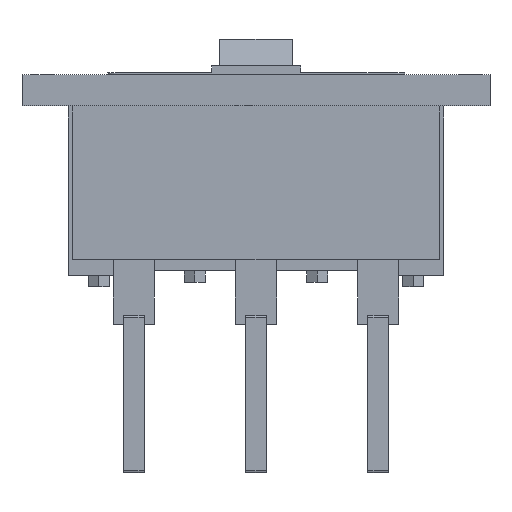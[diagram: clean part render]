
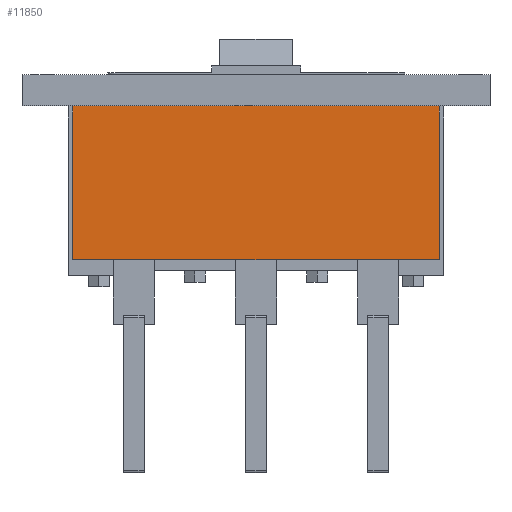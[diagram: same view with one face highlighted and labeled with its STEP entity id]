
A CAD part, front view. The second image highlights one B-rep face of the part: STEP entity #11850.
In plain terms, the highlighted planar face has unit normal (0, -1, 0).
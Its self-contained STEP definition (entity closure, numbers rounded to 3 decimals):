
#9940=CARTESIAN_POINT('',(104.8,-136.5,0.));
#9950=DIRECTION('',(0.,0.,1.));
#9960=VECTOR('',#9950,1.);
#9970=LINE('',#9940,#9960);
#9980=CARTESIAN_POINT('',(104.8,-136.5,-408.4));
#9990=VERTEX_POINT('',#9980);
#10000=CARTESIAN_POINT('',(104.8,-136.5,-320.4));
#10010=VERTEX_POINT('',#10000);
#10020=EDGE_CURVE('',#9990,#10010,#9970,.T.);
#11550=CARTESIAN_POINT('',(134.,-136.5,-408.4));
#11560=DIRECTION('',(0.,1.,0.));
#11570=DIRECTION('',(0.,0.,-1.));
#11580=AXIS2_PLACEMENT_3D('',#11550,#11560,#11570);
#11590=PLANE('',#11580);
#11600=ORIENTED_EDGE('',*,*,#10020,.T.);
#11610=CARTESIAN_POINT('',(0.,-136.5,-408.4));
#11620=DIRECTION('',(1.,0.,0.));
#11630=VECTOR('',#11620,1.);
#11640=LINE('',#11610,#11630);
#11650=CARTESIAN_POINT('',(-104.8,-136.5,-408.4));
#11660=VERTEX_POINT('',#11650);
#11670=EDGE_CURVE('',#11660,#9990,#11640,.T.);
#11680=ORIENTED_EDGE('',*,*,#11670,.T.);
#11690=CARTESIAN_POINT('',(-104.8,-136.5,0.));
#11700=DIRECTION('',(0.,0.,-1.));
#11710=VECTOR('',#11700,1.);
#11720=LINE('',#11690,#11710);
#11730=CARTESIAN_POINT('',(-104.8,-136.5,-320.4));
#11740=VERTEX_POINT('',#11730);
#11750=EDGE_CURVE('',#11740,#11660,#11720,.T.);
#11760=ORIENTED_EDGE('',*,*,#11750,.T.);
#11770=CARTESIAN_POINT('',(-0.2,-136.5,-320.4));
#11780=DIRECTION('',(-1.,0.,0.));
#11790=VECTOR('',#11780,1.);
#11800=LINE('',#11770,#11790);
#11810=EDGE_CURVE('',#10010,#11740,#11800,.T.);
#11820=ORIENTED_EDGE('',*,*,#11810,.T.);
#11830=EDGE_LOOP('',(#11820,#11760,#11680,#11600));
#11840=FACE_OUTER_BOUND('',#11830,.T.);
#11850=ADVANCED_FACE('',(#11840),#11590,.F.);
